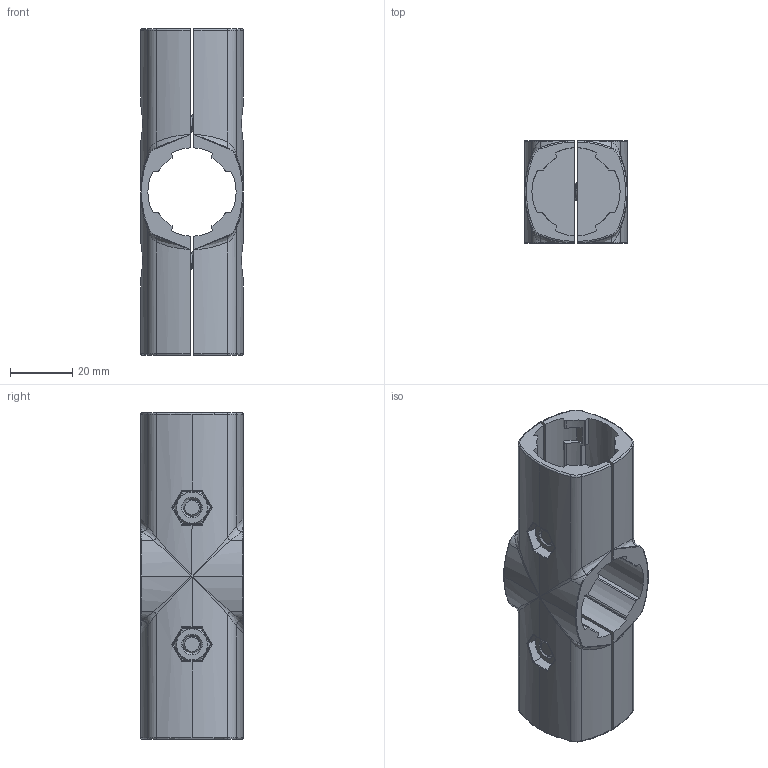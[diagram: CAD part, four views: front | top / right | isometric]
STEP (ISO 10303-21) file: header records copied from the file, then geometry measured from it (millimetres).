
FILE_DESCRIPTION (( 'STEP AP214' ), '1' );
FILE_NAME ('B405 Êðåñòîîáðàçíûé ñîåäèíèòåëü íàðóæíûé òðóáíûõ ïðîôèëåé Ô28.STEP', '2024-02-02T06:43:25', ( '' ), ( '' ), 'SwSTEP 2.0', 'SolidWorks 2022', '' );
FILE_SCHEMA (( 'AUTOMOTIVE_DESIGN' ));
Length unit declared in the file: millimetre
Products named in the file (1): B405 Крестообразный соединитель наружный  трубных профилей Ф28
Bounding box: 33 x 33.04 x 105 mm (x, y, z)
Volume: 49272.7 mm3; surface area: 28025.2 mm2
Topology: 6 solids, 6 shells, 664 faces, 1768 edges, 1128 vertices
Faces by surface type: cylinder 254, plane 200, bspline 108, cone 62, torus 40
Entity records: 45407 total; most frequent: CARTESIAN_POINT 22847, ORIENTED_EDGE 3536, DIRECTION 2666, EDGE_CURVE 1768, VERTEX_POINT 1128, AXIS2_PLACEMENT_3D 993, EDGE_LOOP 688, VECTOR 680
